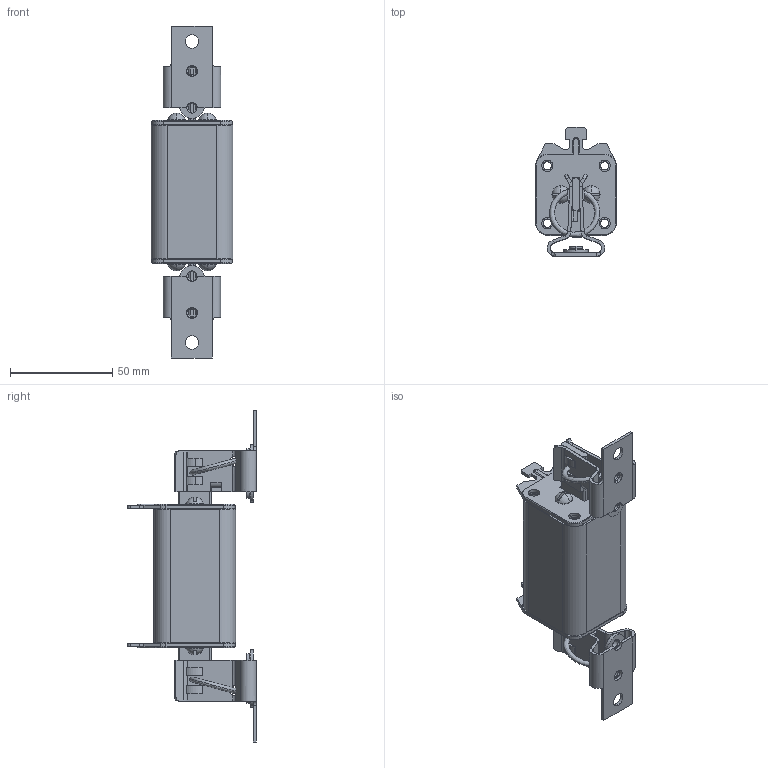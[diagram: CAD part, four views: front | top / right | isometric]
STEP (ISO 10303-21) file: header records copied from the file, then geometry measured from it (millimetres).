
FILE_DESCRIPTION (( 'STEP AP203' ), '1' );
FILE_NAME ('玵2-100.STEP', '2014-06-26T10:53:55', ( 'admin' ), ( 'Microsoft' ), 'SwSTEP 2.0', 'SolidWorks 2007', '' );
FILE_SCHEMA (( 'CONFIG_CONTROL_DESIGN' ));
Length unit declared in the file: millimetre
Products named in the file (1): 玵2-100
Bounding box: 40 x 62.88 x 162 mm (x, y, z)
Surface area: 40672.4 mm2 (no closed solid volume)
Topology: 0 solids, 20 shells, 502 faces, 1440 edges, 940 vertices
Faces by surface type: cylinder 231, plane 217, torus 18, cone 16, bspline 12, sphere 8
Entity records: 17590 total; most frequent: CARTESIAN_POINT 4127, DIRECTION 2962, ORIENTED_EDGE 2574, EDGE_CURVE 1440, AXIS2_PLACEMENT_3D 1087, VERTEX_POINT 940, LINE 788, VECTOR 788
